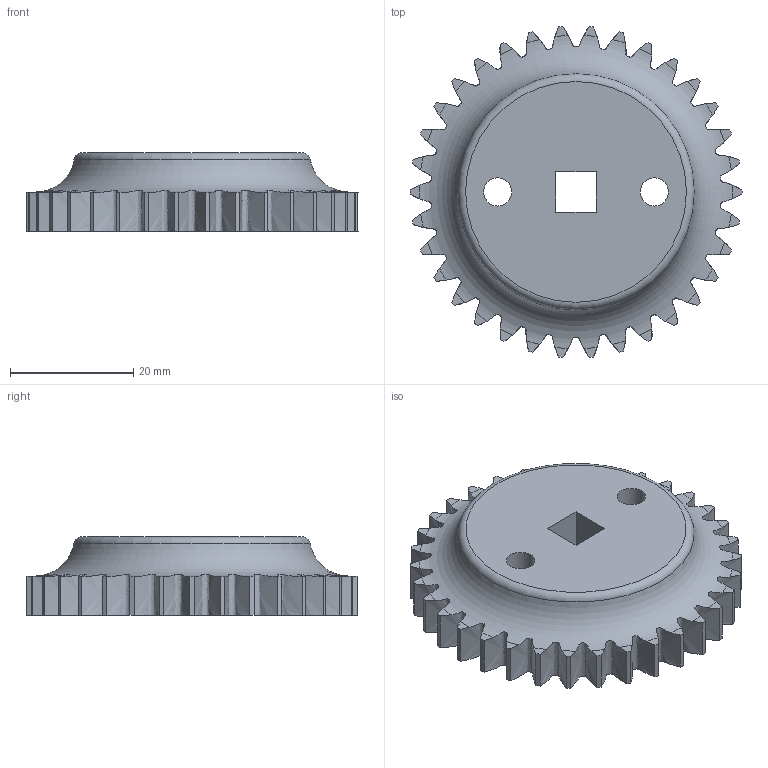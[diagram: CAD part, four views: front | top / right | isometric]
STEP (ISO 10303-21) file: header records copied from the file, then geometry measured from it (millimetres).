
FILE_DESCRIPTION(/* description */ (''),/* implementation_level */ '2;1');
FILE_NAME(/* name */ 'DriveGear1.stp',/* time_stamp */ '2025-09-08T15:39:32-04:00',/* author */ ('Teddy'),/* organization */ (''),/* preprocessor_version */ 'ST-DEVELOPER v20.1',/* originating_system */ 'Autodesk Inventor 2026',/* authorisation */ '');
FILE_SCHEMA (('AUTOMOTIVE_DESIGN { 1 0 10303 214 3 1 1 }'));
Length unit declared in the file: inch
Products named in the file (1): DriveGear1
Bounding box: 53.8 x 53.63 x 12.7 mm (x, y, z)
Volume: 17980.4 mm3; surface area: 6938.4 mm2
Topology: 1 solids, 1 shells, 143 faces, 404 edges, 264 vertices
Faces by surface type: plane 49, cylinder 48, bspline 34, torus 8, sphere 4
Full cylindrical faces by diameter (mm): 4.572 x2
Entity records: 17512 total; most frequent: CARTESIAN_POINT 13991, ORIENTED_EDGE 808, DIRECTION 634, EDGE_CURVE 404, VERTEX_POINT 264, AXIS2_PLACEMENT_3D 262, CIRCLE 152, EDGE_LOOP 150
